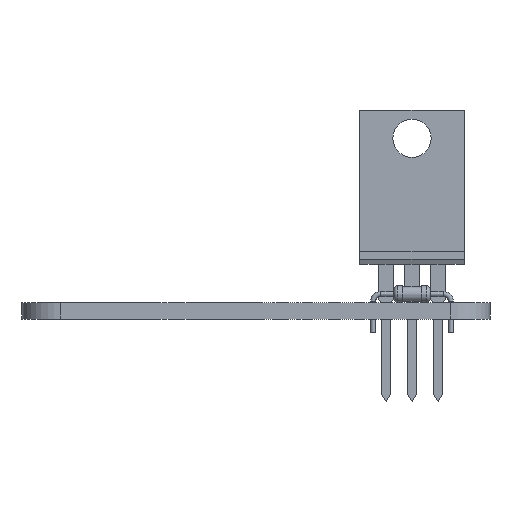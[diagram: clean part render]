
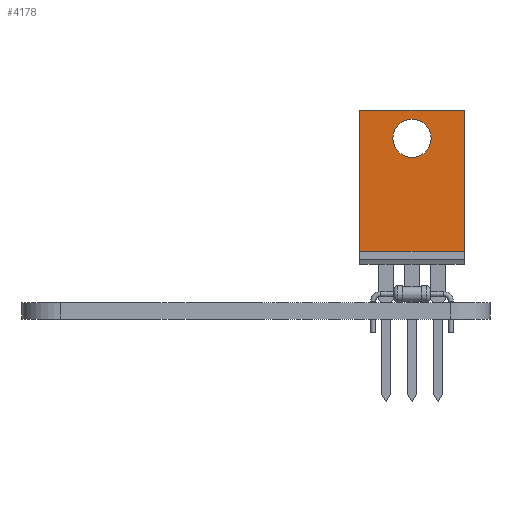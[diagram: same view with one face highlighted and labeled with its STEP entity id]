
A CAD part, left-side view. The second image highlights one B-rep face of the part: STEP entity #4178.
In plain terms, the highlighted face is planar.
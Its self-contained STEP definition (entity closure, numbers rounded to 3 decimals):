
#1658 = PLANE('',#1659);
#1659 = AXIS2_PLACEMENT_3D('',#1660,#1661,#1662);
#1660 = CARTESIAN_POINT('',(7.655,3.16,5.));
#1661 = DIRECTION('',(1.,0.,0.));
#1662 = DIRECTION('',(0.,-1.,0.));
#1714 = PLANE('',#1715);
#1715 = AXIS2_PLACEMENT_3D('',#1716,#1717,#1718);
#1716 = CARTESIAN_POINT('',(-2.575,1.89,5.));
#1717 = DIRECTION('',(-1.,0.,0.));
#1718 = DIRECTION('',(0.,1.,0.));
#1791 = PLANE('',#1792);
#1792 = AXIS2_PLACEMENT_3D('',#1793,#1794,#1795);
#1793 = CARTESIAN_POINT('',(-2.575,3.16,5.));
#1794 = DIRECTION('',(0.,0.,1.));
#1795 = DIRECTION('',(1.,0.,-0.));
#2848 = VERTEX_POINT('',#2849);
#2849 = CARTESIAN_POINT('',(-2.575,3.16,18.775));
#2863 = PLANE('',#2864);
#2864 = AXIS2_PLACEMENT_3D('',#2865,#2866,#2867);
#2865 = CARTESIAN_POINT('',(-2.575,3.16,18.775));
#2866 = DIRECTION('',(0.,0.,1.));
#2867 = DIRECTION('',(1.,0.,-0.));
#2875 = EDGE_CURVE('',#2876,#2848,#2878,.T.);
#2876 = VERTEX_POINT('',#2877);
#2877 = CARTESIAN_POINT('',(-2.575,3.16,5.));
#2878 = SURFACE_CURVE('',#2879,(#2883,#2890),.PCURVE_S1.);
#2879 = LINE('',#2880,#2881);
#2880 = CARTESIAN_POINT('',(-2.575,3.16,5.));
#2881 = VECTOR('',#2882,1.);
#2882 = DIRECTION('',(0.,0.,1.));
#2883 = PCURVE('',#1714,#2884);
#2884 = DEFINITIONAL_REPRESENTATION('',(#2885),#2889);
#2885 = LINE('',#2886,#2887);
#2886 = CARTESIAN_POINT('',(1.27,0.));
#2887 = VECTOR('',#2888,1.);
#2888 = DIRECTION('',(0.,-1.));
#2889 = ( GEOMETRIC_REPRESENTATION_CONTEXT(2) 
PARAMETRIC_REPRESENTATION_CONTEXT() REPRESENTATION_CONTEXT('2D SPACE',''
  ) );
#2890 = PCURVE('',#2891,#2896);
#2891 = PLANE('',#2892);
#2892 = AXIS2_PLACEMENT_3D('',#2893,#2894,#2895);
#2893 = CARTESIAN_POINT('',(-2.575,3.16,5.));
#2894 = DIRECTION('',(0.,1.,0.));
#2895 = DIRECTION('',(1.,0.,0.));
#2896 = DEFINITIONAL_REPRESENTATION('',(#2897),#2901);
#2897 = LINE('',#2898,#2899);
#2898 = CARTESIAN_POINT('',(0.,0.));
#2899 = VECTOR('',#2900,1.);
#2900 = DIRECTION('',(0.,-1.));
#2901 = ( GEOMETRIC_REPRESENTATION_CONTEXT(2) 
PARAMETRIC_REPRESENTATION_CONTEXT() REPRESENTATION_CONTEXT('2D SPACE',''
  ) );
#2993 = CYLINDRICAL_SURFACE('',#2994,1.868);
#2994 = AXIS2_PLACEMENT_3D('',#2995,#2996,#2997);
#2995 = CARTESIAN_POINT('',(2.54,1.89,16.005));
#2996 = DIRECTION('',(0.,-1.,0.));
#2997 = DIRECTION('',(1.,0.,0.));
#3009 = VERTEX_POINT('',#3010);
#3010 = CARTESIAN_POINT('',(7.655,3.16,5.));
#3031 = EDGE_CURVE('',#3009,#3032,#3034,.T.);
#3032 = VERTEX_POINT('',#3033);
#3033 = CARTESIAN_POINT('',(7.655,3.16,18.775));
#3034 = SURFACE_CURVE('',#3035,(#3039,#3046),.PCURVE_S1.);
#3035 = LINE('',#3036,#3037);
#3036 = CARTESIAN_POINT('',(7.655,3.16,5.));
#3037 = VECTOR('',#3038,1.);
#3038 = DIRECTION('',(0.,0.,1.));
#3039 = PCURVE('',#1658,#3040);
#3040 = DEFINITIONAL_REPRESENTATION('',(#3041),#3045);
#3041 = LINE('',#3042,#3043);
#3042 = CARTESIAN_POINT('',(0.,0.));
#3043 = VECTOR('',#3044,1.);
#3044 = DIRECTION('',(0.,-1.));
#3045 = ( GEOMETRIC_REPRESENTATION_CONTEXT(2) 
PARAMETRIC_REPRESENTATION_CONTEXT() REPRESENTATION_CONTEXT('2D SPACE',''
  ) );
#3046 = PCURVE('',#2891,#3047);
#3047 = DEFINITIONAL_REPRESENTATION('',(#3048),#3052);
#3048 = LINE('',#3049,#3050);
#3049 = CARTESIAN_POINT('',(10.23,0.));
#3050 = VECTOR('',#3051,1.);
#3051 = DIRECTION('',(0.,-1.));
#3052 = ( GEOMETRIC_REPRESENTATION_CONTEXT(2) 
PARAMETRIC_REPRESENTATION_CONTEXT() REPRESENTATION_CONTEXT('2D SPACE',''
  ) );
#3081 = EDGE_CURVE('',#2876,#3009,#3082,.T.);
#3082 = SURFACE_CURVE('',#3083,(#3087,#3094),.PCURVE_S1.);
#3083 = LINE('',#3084,#3085);
#3084 = CARTESIAN_POINT('',(-2.575,3.16,5.));
#3085 = VECTOR('',#3086,1.);
#3086 = DIRECTION('',(1.,0.,0.));
#3087 = PCURVE('',#1791,#3088);
#3088 = DEFINITIONAL_REPRESENTATION('',(#3089),#3093);
#3089 = LINE('',#3090,#3091);
#3090 = CARTESIAN_POINT('',(0.,0.));
#3091 = VECTOR('',#3092,1.);
#3092 = DIRECTION('',(1.,0.));
#3093 = ( GEOMETRIC_REPRESENTATION_CONTEXT(2) 
PARAMETRIC_REPRESENTATION_CONTEXT() REPRESENTATION_CONTEXT('2D SPACE',''
  ) );
#3094 = PCURVE('',#2891,#3095);
#3095 = DEFINITIONAL_REPRESENTATION('',(#3096),#3100);
#3096 = LINE('',#3097,#3098);
#3097 = CARTESIAN_POINT('',(0.,0.));
#3098 = VECTOR('',#3099,1.);
#3099 = DIRECTION('',(1.,0.));
#3100 = ( GEOMETRIC_REPRESENTATION_CONTEXT(2) 
PARAMETRIC_REPRESENTATION_CONTEXT() REPRESENTATION_CONTEXT('2D SPACE',''
  ) );
#4178 = ADVANCED_FACE('',(#4179,#4205),#2891,.T.);
#4179 = FACE_BOUND('',#4180,.T.);
#4180 = EDGE_LOOP('',(#4181,#4182,#4203,#4204));
#4181 = ORIENTED_EDGE('',*,*,#2875,.T.);
#4182 = ORIENTED_EDGE('',*,*,#4183,.T.);
#4183 = EDGE_CURVE('',#2848,#3032,#4184,.T.);
#4184 = SURFACE_CURVE('',#4185,(#4189,#4196),.PCURVE_S1.);
#4185 = LINE('',#4186,#4187);
#4186 = CARTESIAN_POINT('',(-2.575,3.16,18.775));
#4187 = VECTOR('',#4188,1.);
#4188 = DIRECTION('',(1.,0.,0.));
#4189 = PCURVE('',#2891,#4190);
#4190 = DEFINITIONAL_REPRESENTATION('',(#4191),#4195);
#4191 = LINE('',#4192,#4193);
#4192 = CARTESIAN_POINT('',(0.,-13.775));
#4193 = VECTOR('',#4194,1.);
#4194 = DIRECTION('',(1.,0.));
#4195 = ( GEOMETRIC_REPRESENTATION_CONTEXT(2) 
PARAMETRIC_REPRESENTATION_CONTEXT() REPRESENTATION_CONTEXT('2D SPACE',''
  ) );
#4196 = PCURVE('',#2863,#4197);
#4197 = DEFINITIONAL_REPRESENTATION('',(#4198),#4202);
#4198 = LINE('',#4199,#4200);
#4199 = CARTESIAN_POINT('',(0.,0.));
#4200 = VECTOR('',#4201,1.);
#4201 = DIRECTION('',(1.,0.));
#4202 = ( GEOMETRIC_REPRESENTATION_CONTEXT(2) 
PARAMETRIC_REPRESENTATION_CONTEXT() REPRESENTATION_CONTEXT('2D SPACE',''
  ) );
#4203 = ORIENTED_EDGE('',*,*,#3031,.F.);
#4204 = ORIENTED_EDGE('',*,*,#3081,.F.);
#4205 = FACE_BOUND('',#4206,.T.);
#4206 = EDGE_LOOP('',(#4207));
#4207 = ORIENTED_EDGE('',*,*,#4208,.T.);
#4208 = EDGE_CURVE('',#4209,#4209,#4211,.T.);
#4209 = VERTEX_POINT('',#4210);
#4210 = CARTESIAN_POINT('',(4.408,3.16,16.005));
#4211 = SURFACE_CURVE('',#4212,(#4217,#4228),.PCURVE_S1.);
#4212 = CIRCLE('',#4213,1.868);
#4213 = AXIS2_PLACEMENT_3D('',#4214,#4215,#4216);
#4214 = CARTESIAN_POINT('',(2.54,3.16,16.005));
#4215 = DIRECTION('',(0.,-1.,0.));
#4216 = DIRECTION('',(1.,0.,0.));
#4217 = PCURVE('',#2891,#4218);
#4218 = DEFINITIONAL_REPRESENTATION('',(#4219),#4227);
#4219 = ( BOUNDED_CURVE() B_SPLINE_CURVE(2,(#4220,#4221,#4222,#4223,
#4224,#4225,#4226),.UNSPECIFIED.,.T.,.F.) B_SPLINE_CURVE_WITH_KNOTS((1,2
    ,2,2,2,1),(-2.094,0.,2.094,4.189,
6.283,8.378),.UNSPECIFIED.) CURVE() 
GEOMETRIC_REPRESENTATION_ITEM() RATIONAL_B_SPLINE_CURVE((1.,0.5,1.,0.5,
1.,0.5,1.)) REPRESENTATION_ITEM('') );
#4220 = CARTESIAN_POINT('',(6.983,-11.005));
#4221 = CARTESIAN_POINT('',(6.983,-14.24));
#4222 = CARTESIAN_POINT('',(4.181,-12.622));
#4223 = CARTESIAN_POINT('',(1.38,-11.005));
#4224 = CARTESIAN_POINT('',(4.181,-9.388));
#4225 = CARTESIAN_POINT('',(6.983,-7.77));
#4226 = CARTESIAN_POINT('',(6.983,-11.005));
#4227 = ( GEOMETRIC_REPRESENTATION_CONTEXT(2) 
PARAMETRIC_REPRESENTATION_CONTEXT() REPRESENTATION_CONTEXT('2D SPACE',''
  ) );
#4228 = PCURVE('',#2993,#4229);
#4229 = DEFINITIONAL_REPRESENTATION('',(#4230),#4234);
#4230 = LINE('',#4231,#4232);
#4231 = CARTESIAN_POINT('',(0.,-1.27));
#4232 = VECTOR('',#4233,1.);
#4233 = DIRECTION('',(1.,0.));
#4234 = ( GEOMETRIC_REPRESENTATION_CONTEXT(2) 
PARAMETRIC_REPRESENTATION_CONTEXT() REPRESENTATION_CONTEXT('2D SPACE',''
  ) );
